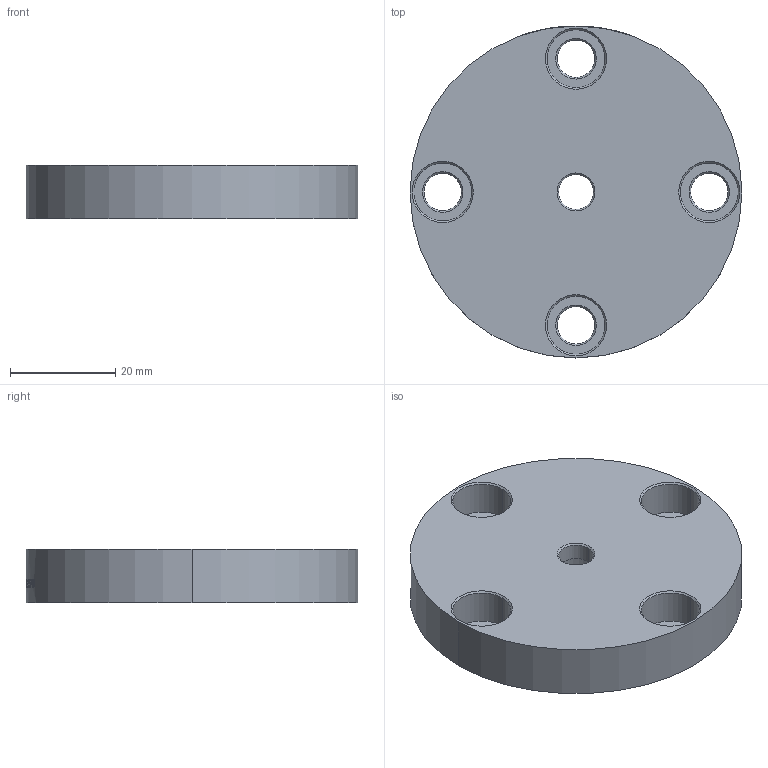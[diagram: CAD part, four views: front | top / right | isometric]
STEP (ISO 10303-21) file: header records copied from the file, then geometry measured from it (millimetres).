
FILE_DESCRIPTION (( 'STEP AP203' ), '1' );
FILE_NAME ('BSB-1.5A3.STEP', '2025-08-19T03:16:49', ( '' ), ( '' ), 'SwSTEP 2.0', 'SolidWorks 2020', '' );
FILE_SCHEMA (( 'CONFIG_CONTROL_DESIGN' ));
Length unit declared in the file: millimetre
Products named in the file (1): BSB-1.5A3
Bounding box: 63 x 63 x 10.2 mm (x, y, z)
Volume: 27491.8 mm3; surface area: 9361.6 mm2
Topology: 1 solids, 1 shells, 365 faces, 971 edges, 638 vertices
Faces by surface type: bspline 274, cylinder 46, cone 30, plane 15
Entity records: 19276 total; most frequent: CARTESIAN_POINT 12525, ORIENTED_EDGE 1942, EDGE_CURVE 971, B_SPLINE_CURVE_WITH_KNOTS 843, VERTEX_POINT 638, EDGE_LOOP 405, DIRECTION 388, FACE_OUTER_BOUND 365
